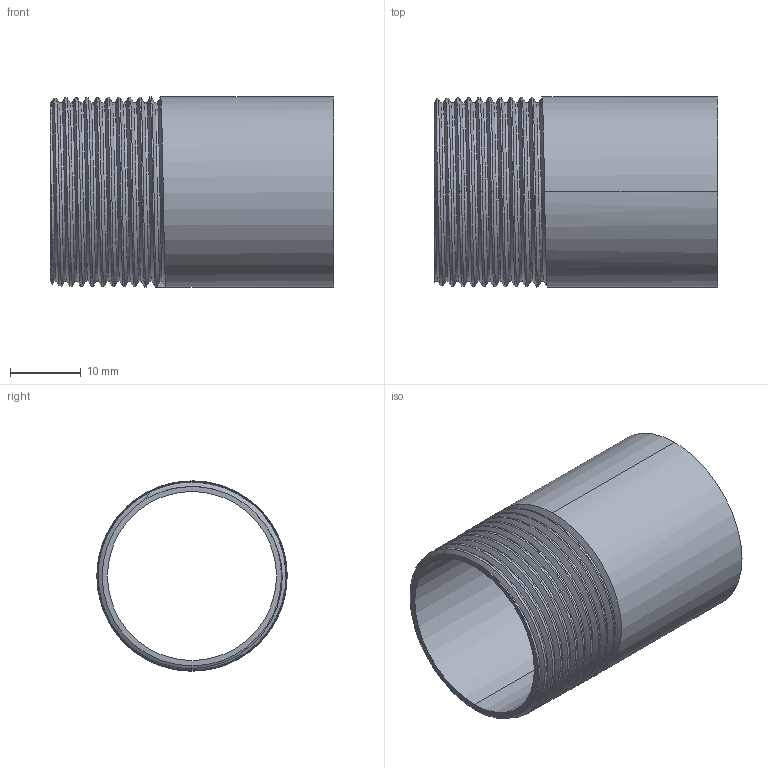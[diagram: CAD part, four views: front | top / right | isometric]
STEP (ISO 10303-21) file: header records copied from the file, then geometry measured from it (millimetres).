
FILE_DESCRIPTION (( 'STEP AP203' ), '1' );
FILE_NAME ('3D_R208-_3-4x40_17143050.STEP', '2024-08-15T14:17:41', ( '' ), ( '' ), 'SwSTEP 2.0', 'SolidWorks 2024', '' );
FILE_SCHEMA (( 'CONFIG_CONTROL_DESIGN' ));
Length unit declared in the file: millimetre
Products named in the file (1): 3D_R208-_3-4x40_17143050
Bounding box: 40 x 26.9 x 26.9 mm (x, y, z)
Volume: 4171.5 mm3; surface area: 7233.7 mm2
Topology: 1 solids, 1 shells, 33 faces, 90 edges, 59 vertices
Faces by surface type: cone 23, cylinder 4, plane 3, bspline 3
Entity records: 4359 total; most frequent: CARTESIAN_POINT 3558, ORIENTED_EDGE 180, DIRECTION 106, EDGE_CURVE 90, VERTEX_POINT 59, B_SPLINE_CURVE_WITH_KNOTS 51, AXIS2_PLACEMENT_3D 40, EDGE_LOOP 35
